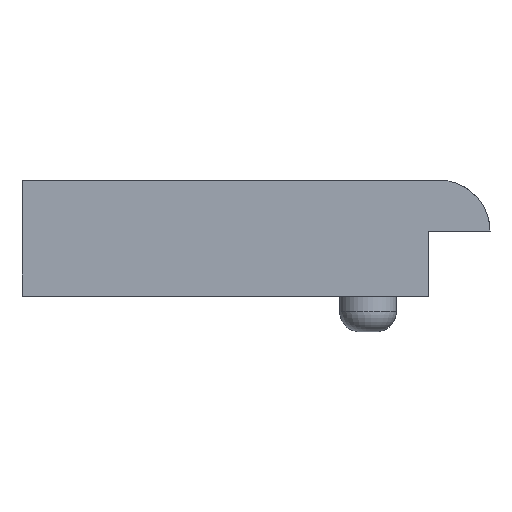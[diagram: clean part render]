
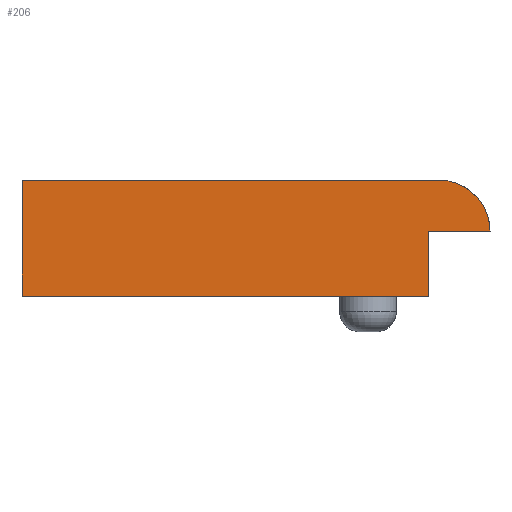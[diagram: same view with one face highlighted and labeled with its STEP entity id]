
A CAD part, front view. The second image highlights one B-rep face of the part: STEP entity #206.
In plain terms, the highlighted planar face has unit normal (0, -1, 0).
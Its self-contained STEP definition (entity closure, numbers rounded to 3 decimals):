
#40 = AXIS2_PLACEMENT_3D ( 'NONE', #914, #1169, #1185 ) ;
#65 = DIRECTION ( 'NONE',  ( 0., 0., -1. ) ) ;
#88 = ORIENTED_EDGE ( 'NONE', *, *, #589, .T. ) ;
#95 = EDGE_CURVE ( 'NONE', #277, #219, #670, .T. ) ;
#104 = CARTESIAN_POINT ( 'NONE',  ( -14.899, -21.616, 5.7 ) ) ;
#108 = ORIENTED_EDGE ( 'NONE', *, *, #899, .T. ) ;
#206 = ADVANCED_FACE ( 'NONE', ( #1179 ), #1085, .F. ) ;
#217 = EDGE_CURVE ( 'NONE', #389, #219, #520, .T. ) ;
#219 = VERTEX_POINT ( 'NONE', #796 ) ;
#269 = CARTESIAN_POINT ( 'NONE',  ( 5.101, -21.616, 3.2 ) ) ;
#277 = VERTEX_POINT ( 'NONE', #533 ) ;
#314 = LINE ( 'NONE', #688, #396 ) ;
#333 = DIRECTION ( 'NONE',  ( 0., 0., -1. ) ) ;
#364 = CARTESIAN_POINT ( 'NONE',  ( 5.601, -21.616, 3.2 ) ) ;
#389 = VERTEX_POINT ( 'NONE', #269 ) ;
#396 = VECTOR ( 'NONE', #1057, 1000. ) ;
#397 = LINE ( 'NONE', #800, #900 ) ;
#406 = EDGE_LOOP ( 'NONE', ( #534, #108, #606, #88, #862, #430 ) ) ;
#421 = CARTESIAN_POINT ( 'NONE',  ( 5.601, -21.616, 5.7 ) ) ;
#429 = VECTOR ( 'NONE', #1060, 1000. ) ;
#430 = ORIENTED_EDGE ( 'NONE', *, *, #217, .F. ) ;
#520 = LINE ( 'NONE', #525, #734 ) ;
#525 = CARTESIAN_POINT ( 'NONE',  ( 5.101, -21.616, 3.2 ) ) ;
#528 = VECTOR ( 'NONE', #969, 1000. ) ;
#533 = CARTESIAN_POINT ( 'NONE',  ( -14.899, -21.616, 0. ) ) ;
#534 = ORIENTED_EDGE ( 'NONE', *, *, #1070, .T. ) ;
#554 = CIRCLE ( 'NONE', #593, 2.5 ) ;
#562 = CARTESIAN_POINT ( 'NONE',  ( 8.101, -21.616, 3.2 ) ) ;
#589 = EDGE_CURVE ( 'NONE', #867, #277, #397, .T. ) ;
#593 = AXIS2_PLACEMENT_3D ( 'NONE', #364, #1204, #836 ) ;
#597 = LINE ( 'NONE', #950, #528 ) ;
#606 = ORIENTED_EDGE ( 'NONE', *, *, #987, .F. ) ;
#670 = LINE ( 'NONE', #955, #429 ) ;
#688 = CARTESIAN_POINT ( 'NONE',  ( -14.899, -21.616, 5.7 ) ) ;
#734 = VECTOR ( 'NONE', #65, 1000. ) ;
#796 = CARTESIAN_POINT ( 'NONE',  ( 5.101, -21.616, 0. ) ) ;
#800 = CARTESIAN_POINT ( 'NONE',  ( -14.899, -21.616, 3.2 ) ) ;
#836 = DIRECTION ( 'NONE',  ( 0., 0., 1. ) ) ;
#839 = VERTEX_POINT ( 'NONE', #562 ) ;
#862 = ORIENTED_EDGE ( 'NONE', *, *, #95, .T. ) ;
#867 = VERTEX_POINT ( 'NONE', #104 ) ;
#899 = EDGE_CURVE ( 'NONE', #839, #1162, #554, .T. ) ;
#900 = VECTOR ( 'NONE', #333, 1000. ) ;
#914 = CARTESIAN_POINT ( 'NONE',  ( -14.899, -21.616, 3.2 ) ) ;
#950 = CARTESIAN_POINT ( 'NONE',  ( -14.899, -21.616, 3.2 ) ) ;
#955 = CARTESIAN_POINT ( 'NONE',  ( -14.899, -21.616, 0. ) ) ;
#969 = DIRECTION ( 'NONE',  ( 1., 0., 0. ) ) ;
#987 = EDGE_CURVE ( 'NONE', #867, #1162, #314, .T. ) ;
#1057 = DIRECTION ( 'NONE',  ( 1., 0., 0. ) ) ;
#1060 = DIRECTION ( 'NONE',  ( 1., 0., 0. ) ) ;
#1070 = EDGE_CURVE ( 'NONE', #389, #839, #597, .T. ) ;
#1085 = PLANE ( 'NONE',  #40 ) ;
#1162 = VERTEX_POINT ( 'NONE', #421 ) ;
#1169 = DIRECTION ( 'NONE',  ( 0., 1., 0. ) ) ;
#1179 = FACE_OUTER_BOUND ( 'NONE', #406, .T. ) ;
#1185 = DIRECTION ( 'NONE',  ( 0., 0., 1. ) ) ;
#1204 = DIRECTION ( 'NONE',  ( 0., -1., 0. ) ) ;
